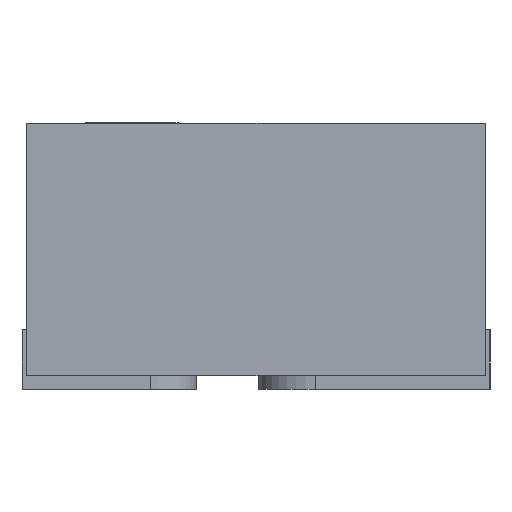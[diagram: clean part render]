
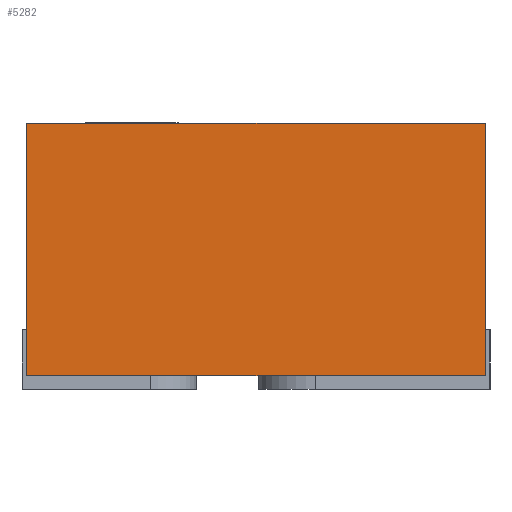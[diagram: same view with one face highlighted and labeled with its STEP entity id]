
A CAD part, left-side view. The second image highlights one B-rep face of the part: STEP entity #5282.
In plain terms, the highlighted planar face has unit normal (-1, 0, 0).
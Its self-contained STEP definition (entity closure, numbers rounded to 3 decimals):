
#350=PLANE('',#5619);
#860=FACE_OUTER_BOUND('',#1157,.T.);
#1157=EDGE_LOOP('',(#3794,#3795,#3796,#3797));
#1470=LINE('',#7069,#2000);
#1472=LINE('',#7073,#2002);
#1473=LINE('',#7075,#2003);
#1474=LINE('',#7076,#2004);
#2000=VECTOR('',#5934,1.);
#2002=VECTOR('',#5938,1.);
#2003=VECTOR('',#5939,1.);
#2004=VECTOR('',#5940,1.);
#2548=VERTEX_POINT('',#7066);
#2549=VERTEX_POINT('',#7068);
#2550=VERTEX_POINT('',#7072);
#2551=VERTEX_POINT('',#7074);
#3046=EDGE_CURVE('',#2549,#2548,#1470,.T.);
#3048=EDGE_CURVE('',#2548,#2550,#1472,.T.);
#3049=EDGE_CURVE('',#2551,#2550,#1473,.T.);
#3050=EDGE_CURVE('',#2549,#2551,#1474,.T.);
#3794=ORIENTED_EDGE('',*,*,#3048,.T.);
#3795=ORIENTED_EDGE('',*,*,#3049,.F.);
#3796=ORIENTED_EDGE('',*,*,#3050,.F.);
#3797=ORIENTED_EDGE('',*,*,#3046,.T.);
#5282=ADVANCED_FACE('',(#860),#350,.F.);
#5619=AXIS2_PLACEMENT_3D('',#7071,#5936,#5937);
#5934=DIRECTION('',(0.,0.,-1.));
#5936=DIRECTION('center_axis',(1.,0.,0.));
#5937=DIRECTION('ref_axis',(0.,0.,-1.));
#5938=DIRECTION('',(0.,-1.,0.));
#5939=DIRECTION('',(0.,0.,-1.));
#5940=DIRECTION('',(0.,-1.,0.));
#7066=CARTESIAN_POINT('',(-1.226,0.491,0.029));
#7068=CARTESIAN_POINT('',(-1.226,0.491,0.569));
#7069=CARTESIAN_POINT('',(-1.226,0.491,0.569));
#7071=CARTESIAN_POINT('Origin',(-1.226,-0.491,0.569));
#7072=CARTESIAN_POINT('',(-1.226,-0.491,0.029));
#7073=CARTESIAN_POINT('',(-1.226,-0.491,0.029));
#7074=CARTESIAN_POINT('',(-1.226,-0.491,0.569));
#7075=CARTESIAN_POINT('',(-1.226,-0.491,0.569));
#7076=CARTESIAN_POINT('',(-1.226,-0.491,0.569));
